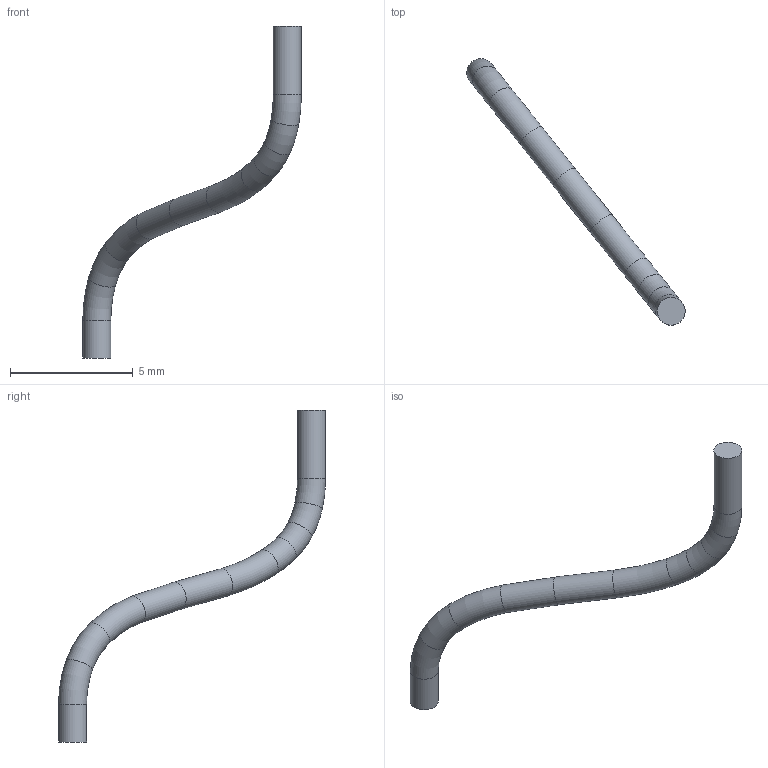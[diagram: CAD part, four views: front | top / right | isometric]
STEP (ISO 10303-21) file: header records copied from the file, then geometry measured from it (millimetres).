
FILE_DESCRIPTION(/* description */ (''),/* implementation_level */ '2;1');
FILE_NAME(/* name */ '827-3762-021',/* time_stamp */ '2001-10-30T17:25:01-06:00',/* author */ (''),/* organization */ (''),/* preprocessor_version */ 'ST-DEVELOPER 1.6',/* originating_system */ 'UNIGRAPHICS SOLUTIONS - UNIGRAPHICS 15.0',/* authorisation */ '');
FILE_SCHEMA (('CONFIG_CONTROL_DESIGN'));
Length unit declared in the file: inch
Products named in the file (1): 827-3762-021
Bounding box: 8.92 x 10.9 x 13.55 mm (x, y, z)
Volume: 21.9 mm3; surface area: 78.8 mm2
Topology: 1 solids, 1 shells, 14 faces, 25 edges, 13 vertices
Faces by surface type: torus 10, cylinder 2, plane 2
Full cylindrical faces by diameter (mm): 1.143 x2
Entity records: 362 total; most frequent: DIRECTION 56, CARTESIAN_POINT 41, AXIS2_PLACEMENT_3D 28, ORIENTED_EDGE 26, EDGE_LOOP 26, FACE_BOUND 26, ADVANCED_FACE 14, CIRCLE 13
